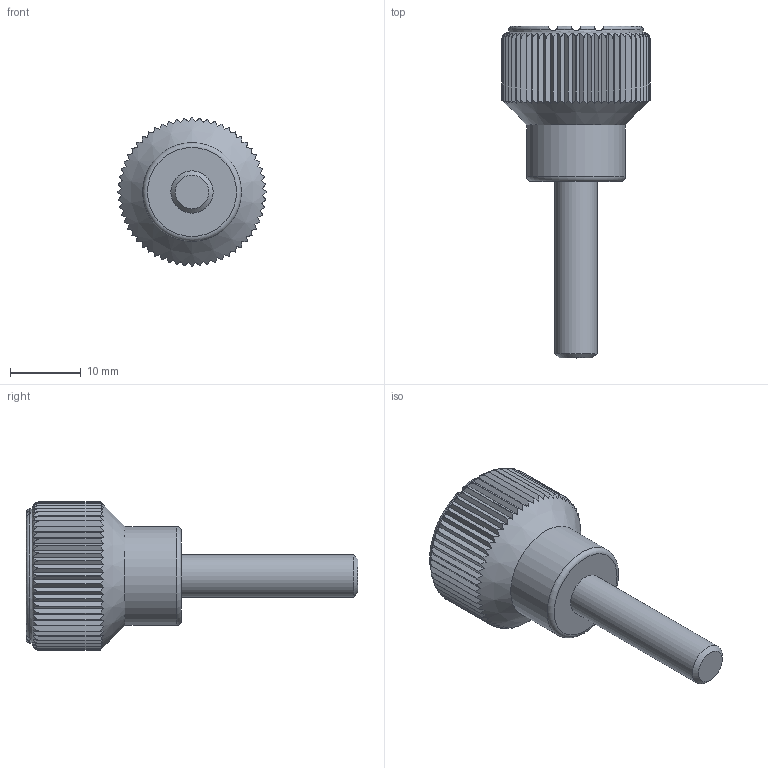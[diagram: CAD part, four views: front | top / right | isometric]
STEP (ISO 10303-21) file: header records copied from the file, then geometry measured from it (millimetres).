
FILE_DESCRIPTION( ( 'STEP AP214' ), '1' );
FILE_NAME( 'K0247.1067X25.stp', '2020-11-26T14:58:34', ( '' ), ( '' ), ' ', 'PARTsolutions', ' ' );
FILE_SCHEMA( ( 'AUTOMOTIVE_DESIGN { 1 0 10303 214 1 1 1 1 }' ) );
Length unit declared in the file: millimetre
Products named in the file (1): _K0247.1067X25
Bounding box: 21 x 47 x 21 mm (x, y, z)
Volume: 6159.6 mm3; surface area: 2460.1 mm2
Topology: 1 solids, 1 shells, 202 faces, 594 edges, 395 vertices
Faces by surface type: plane 126, cylinder 66, torus 8, cone 2
Full cylindrical faces by diameter (mm): 6 x1, 14 x1, 19 x1
Entity records: 8980 total; most frequent: CARTESIAN_POINT 2399, ORIENTED_EDGE 1166, DIRECTION 870, EDGE_CURVE 583, VERTEX_POINT 391, AXIS2_PLACEMENT_3D 342, B_SPLINE_CURVE_WITH_KNOTS 258, EDGE_LOOP 210
